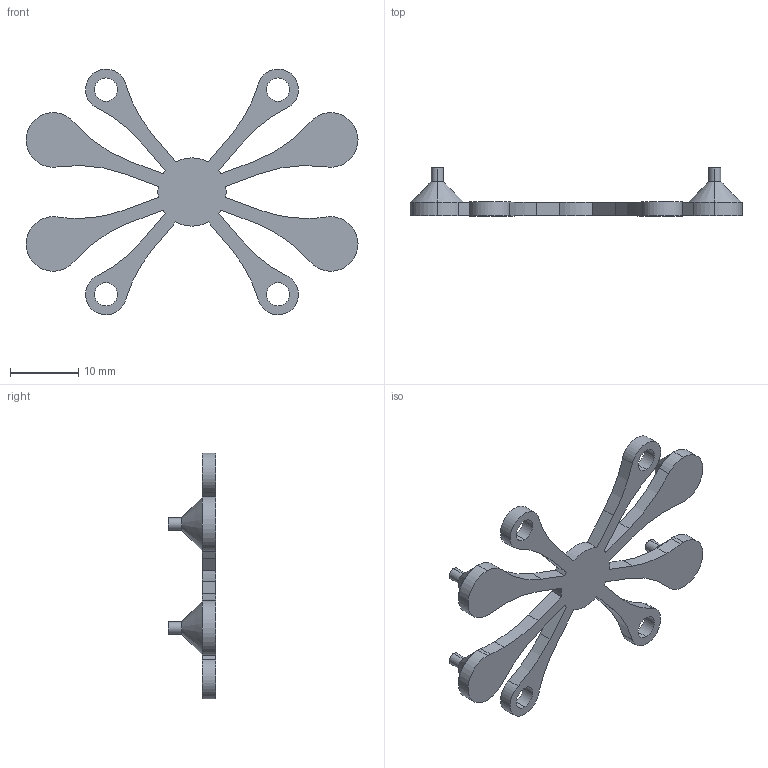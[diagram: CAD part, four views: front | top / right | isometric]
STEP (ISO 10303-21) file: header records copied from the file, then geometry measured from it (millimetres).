
FILE_DESCRIPTION (( 'STEP AP214' ), '1' );
FILE_NAME ('arduino_mount.STEP', '2025-06-19T19:50:35', ( '' ), ( '' ), 'SwSTEP 2.0', 'SolidWorks 2024', '' );
FILE_SCHEMA (( 'AUTOMOTIVE_DESIGN' ));
Length unit declared in the file: millimetre
Products named in the file (1): arduino_mount
Bounding box: 48.64 x 7 x 35.99 mm (x, y, z)
Volume: 1491.5 mm3; surface area: 2154.5 mm2
Topology: 1 solids, 1 shells, 91 faces, 247 edges, 162 vertices
Faces by surface type: cylinder 61, plane 22, cone 8
Entity records: 2966 total; most frequent: DIRECTION 561, CARTESIAN_POINT 501, ORIENTED_EDGE 494, EDGE_CURVE 247, AXIS2_PLACEMENT_3D 222, VERTEX_POINT 162, CIRCLE 130, VECTOR 117
